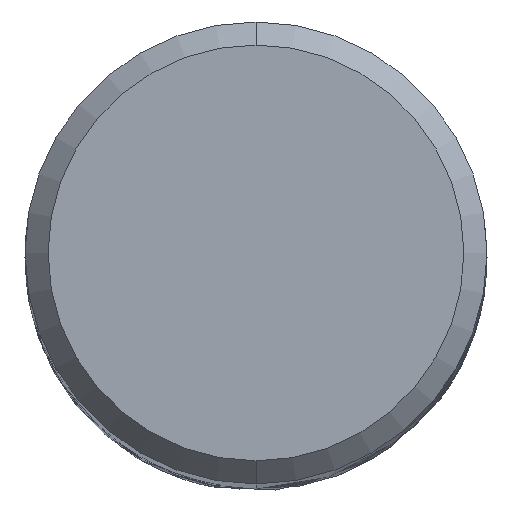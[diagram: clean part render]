
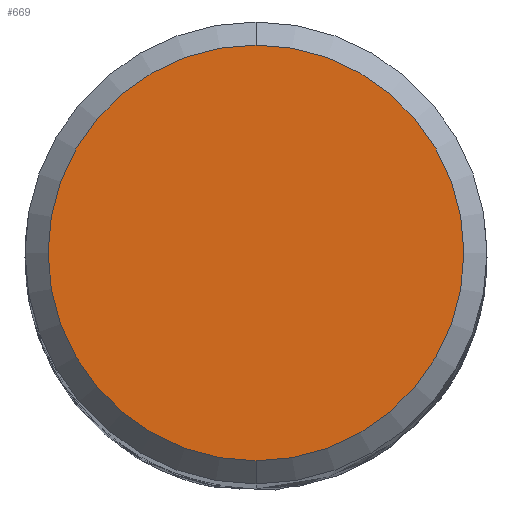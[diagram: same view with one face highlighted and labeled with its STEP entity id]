
A CAD part, top view. The second image highlights one B-rep face of the part: STEP entity #669.
In plain terms, the highlighted planar face has unit normal (0, 0, 1).
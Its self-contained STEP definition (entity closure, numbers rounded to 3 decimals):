
#449=VERTEX_POINT('',#1002);
#615=EDGE_CURVE('',#717,#449,#1180,.T.);
#669=ADVANCED_FACE('',(#1237),#1238,.T.);
#717=VERTEX_POINT('',#1291);
#727=EDGE_CURVE('',#449,#717,#1302,.T.);
#1002=CARTESIAN_POINT('',(0.,-7.2,0.0));
#1180=CIRCLE('',#5768,7.2);
#1237=FACE_OUTER_BOUND('',#5969,.T.);
#1238=PLANE('',#5970);
#1291=CARTESIAN_POINT('',(0.0,7.2,0.0));
#1302=CIRCLE('',#6099,7.2);
#5768=AXIS2_PLACEMENT_3D('',#7561,#7562,#7563);
#5969=EDGE_LOOP('',(#7619,#7620));
#5970=AXIS2_PLACEMENT_3D('',#7621,#7622,#7623);
#6099=AXIS2_PLACEMENT_3D('',#7683,#7684,#7685);
#7561=CARTESIAN_POINT('',(0.0,0.0,0.0));
#7562=DIRECTION('',(0.0,0.0,-1.0));
#7563=DIRECTION('',(0.0,1.0,0.0));
#7619=ORIENTED_EDGE('',*,*,#615,.F.);
#7620=ORIENTED_EDGE('',*,*,#727,.F.);
#7621=CARTESIAN_POINT('',(0.0,3.6,0.0));
#7622=DIRECTION('',(-0.0,0.0,1.0));
#7623=DIRECTION('',(0.0,-1.0,0.0));
#7683=CARTESIAN_POINT('',(0.0,0.0,0.0));
#7684=DIRECTION('',(0.0,0.0,-1.0));
#7685=DIRECTION('',(0.0,1.0,0.0));
